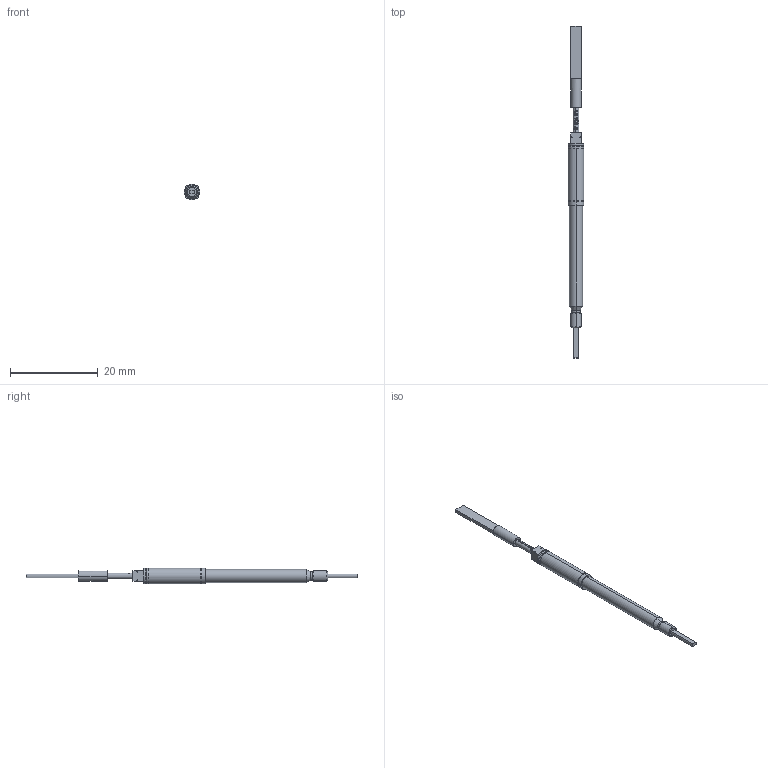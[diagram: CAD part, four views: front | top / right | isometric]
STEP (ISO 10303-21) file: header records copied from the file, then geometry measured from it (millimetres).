
FILE_DESCRIPTION (( 'STEP AP203' ), '1' );
FILE_NAME ('INGUN_VF4-220_250_080_A_465_xx.STEP', '2022-03-01T06:16:05', ( 'ochi' ), ( '' ), 'SwSTEP 2.0', 'SolidWorks 2018', '' );
FILE_SCHEMA (( 'CONFIG_CONTROL_DESIGN' ));
Length unit declared in the file: millimetre
Products named in the file (1): INGUN_VF4-220_250_080_A_465_xx
Bounding box: 3.6 x 75.5 x 3.6 mm (x, y, z)
Volume: 409.5 mm3; surface area: 643.4 mm2
Topology: 1 solids, 1 shells, 146 faces, 385 edges, 248 vertices
Faces by surface type: plane 46, cylinder 42, bspline 36, cone 18, torus 4
Entity records: 5606 total; most frequent: CARTESIAN_POINT 2448, ORIENTED_EDGE 770, DIRECTION 433, EDGE_CURVE 385, VERTEX_POINT 248, B_SPLINE_CURVE_WITH_KNOTS 238, AXIS2_PLACEMENT_3D 175, EDGE_LOOP 153
